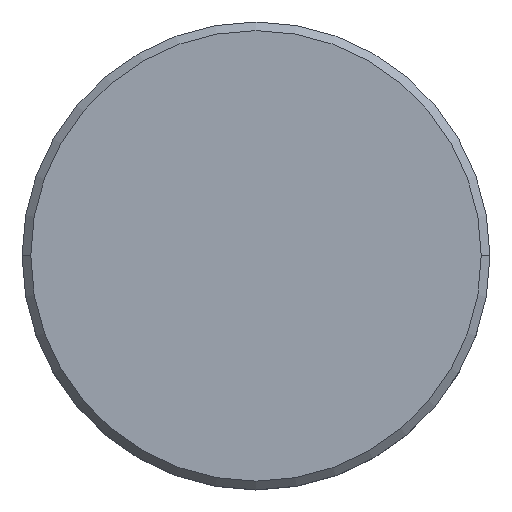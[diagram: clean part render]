
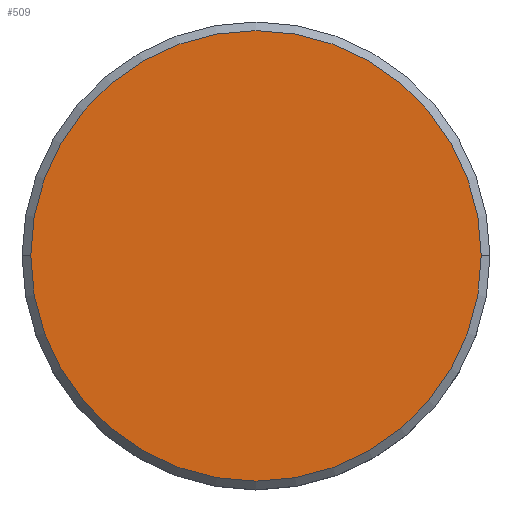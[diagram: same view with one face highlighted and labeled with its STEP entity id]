
A CAD part, top view. The second image highlights one B-rep face of the part: STEP entity #509.
In plain terms, the highlighted planar face has unit normal (0, 0, 1).
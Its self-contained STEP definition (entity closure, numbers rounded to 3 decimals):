
#19 = DIRECTION ( 'NONE',  ( 1., 0., 0. ) ) ;
#38 = AXIS2_PLACEMENT_3D ( 'NONE', #68, #476, #64 ) ;
#64 = DIRECTION ( 'NONE',  ( 1., 0., 0. ) ) ;
#68 = CARTESIAN_POINT ( 'NONE',  ( 0., 0., 0. ) ) ;
#194 = PLANE ( 'NONE',  #273 ) ;
#245 = CARTESIAN_POINT ( 'NONE',  ( -13., 0., 0. ) ) ;
#273 = AXIS2_PLACEMENT_3D ( 'NONE', #560, #334, #517 ) ;
#276 = ORIENTED_EDGE ( 'NONE', *, *, #515, .T. ) ;
#283 = CARTESIAN_POINT ( 'NONE',  ( 13., 0., 0. ) ) ;
#294 = CIRCLE ( 'NONE', #38, 13. ) ;
#334 = DIRECTION ( 'NONE',  ( 0., 0., 1. ) ) ;
#385 = CARTESIAN_POINT ( 'NONE',  ( 0., 0., 0. ) ) ;
#430 = FACE_OUTER_BOUND ( 'NONE', #500, .T. ) ;
#446 = VERTEX_POINT ( 'NONE', #283 ) ;
#455 = ORIENTED_EDGE ( 'NONE', *, *, #502, .T. ) ;
#476 = DIRECTION ( 'NONE',  ( 0., 0., 1. ) ) ;
#500 = EDGE_LOOP ( 'NONE', ( #455, #276 ) ) ;
#502 = EDGE_CURVE ( 'NONE', #504, #446, #294, .T. ) ;
#504 = VERTEX_POINT ( 'NONE', #245 ) ;
#509 = ADVANCED_FACE ( 'NONE', ( #430 ), #194, .T. ) ;
#515 = EDGE_CURVE ( 'NONE', #446, #504, #555, .T. ) ;
#517 = DIRECTION ( 'NONE',  ( 1., 0., 0. ) ) ;
#535 = AXIS2_PLACEMENT_3D ( 'NONE', #385, #562, #19 ) ;
#555 = CIRCLE ( 'NONE', #535, 13. ) ;
#560 = CARTESIAN_POINT ( 'NONE',  ( 0., 0., 0. ) ) ;
#562 = DIRECTION ( 'NONE',  ( 0., 0., 1. ) ) ;
